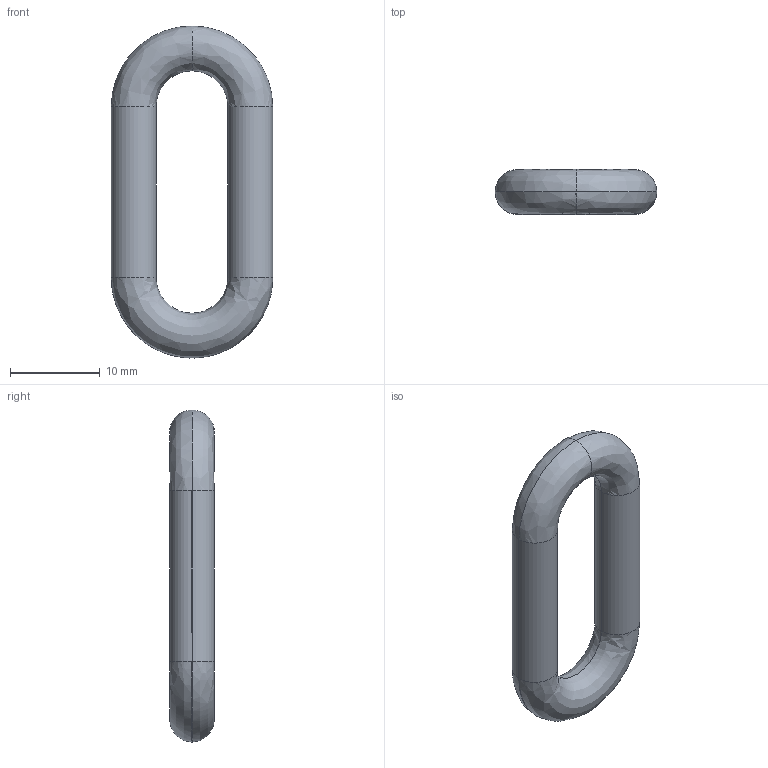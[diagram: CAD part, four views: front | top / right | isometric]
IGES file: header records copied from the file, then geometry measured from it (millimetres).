
Start section: SolidWorks IGES file using analytic representation for surfaces
Global section: file name: B-1123-ƒÓ5.IGS; native system: SolidWorks 2011; preprocessor: SolidWorks 2011; author: yokaya; date: 110629.151618; units: millimetre
Bounding box: 18 x 5 x 36.99 mm (x, y, z)
Surface area: 1239 mm2 (no closed solid volume)
Topology: 0 solids, 0 shells, 10 faces, 40 edges, 40 vertices
Faces by surface type: bspline 6, revolution 4
